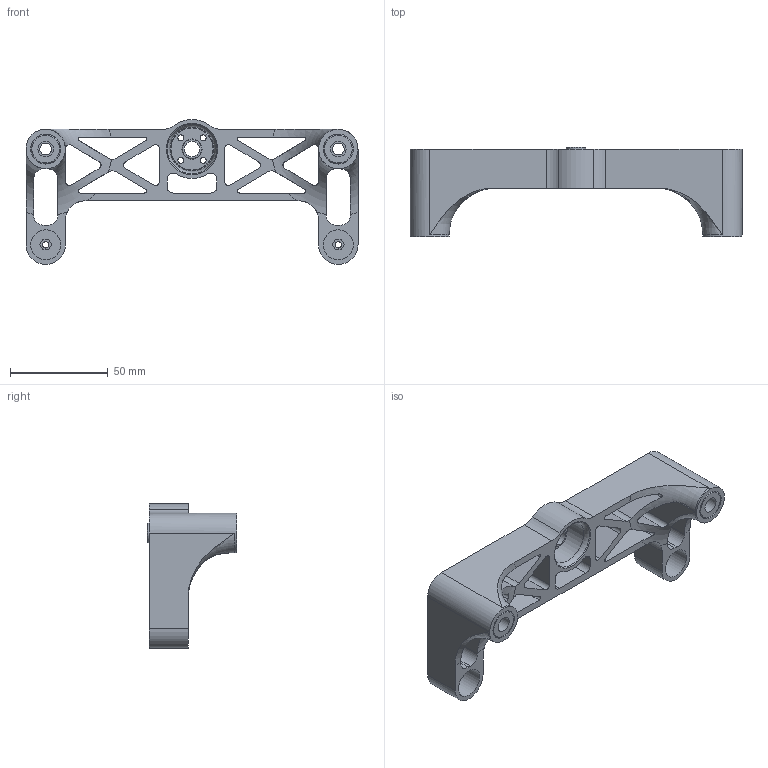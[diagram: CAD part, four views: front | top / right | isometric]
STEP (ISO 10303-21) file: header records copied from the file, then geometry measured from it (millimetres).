
FILE_DESCRIPTION(/* description */ (''),/* implementation_level */ '2;1');
FILE_NAME(/* name */ 'Bed Support Carriage (TR8 Nut).stp',/* time_stamp */ '2016-04-22T20:27:14-07:00',/* author */ (''),/* organization */ (''),/* preprocessor_version */ 'ST-DEVELOPER v16.2',/* originating_system */ 'Autodesk Translation Framework v4.3.0.3010',/* authorisation */ '');
FILE_SCHEMA (('AUTOMOTIVE_DESIGN { 1 0 10303 214 3 1 1 }'));
Length unit declared in the file: centimetre
Products named in the file (4): Bed Support Carriage (Leadscrew Nut) v3; Leadscrew Nut v2; LMUW8_2_03 v1 (1) (1); LMUW8_2_03 v1 (1)
Assembly tree (3 placements, depth 2):
  Bed Support Carriage (Leadscrew Nut) v3
    Leadscrew Nut v2
    LMUW8_2_03 v1 (1) (1)
    LMUW8_2_03 v1 (1)
Bounding box: 170.2 x 46 x 74.35 mm (x, y, z)
Volume: 101219.2 mm3; surface area: 54882.7 mm2
Topology: 4 solids, 4 shells, 196 faces, 521 edges, 342 vertices
Faces by surface type: cylinder 93, plane 87, torus 9, cone 7
Full cylindrical faces by diameter (mm): 3 x4, 3.3 x2, 6 x2, 8 x3, 10 x2, 14.3 x4, 15 x6, 15.4 x4, 20.2 x2, 22 x1, 23 x1
Entity records: 6611 total; most frequent: CARTESIAN_POINT 1615, DIRECTION 1042, ORIENTED_EDGE 956, EDGE_CURVE 478, AXIS2_PLACEMENT_3D 405, VERTEX_POINT 342, EDGE_LOOP 294, LINE 232
